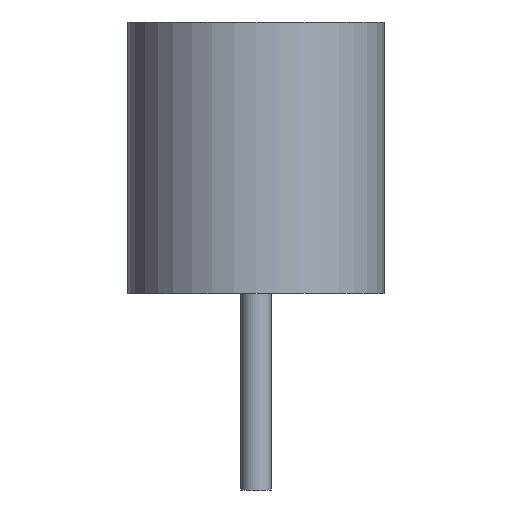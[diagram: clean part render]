
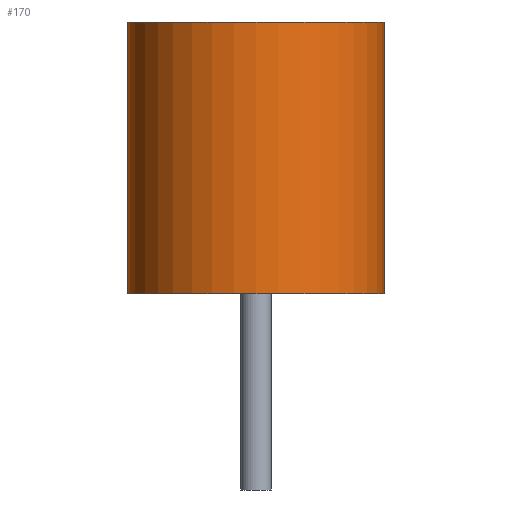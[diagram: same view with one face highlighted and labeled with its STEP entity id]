
A CAD part, left-side view. The second image highlights one B-rep face of the part: STEP entity #170.
In plain terms, the highlighted cylindrical face has radius 2.16 mm (diameter 4.32 mm), a partial arc.
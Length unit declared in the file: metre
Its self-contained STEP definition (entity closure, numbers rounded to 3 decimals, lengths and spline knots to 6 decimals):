
#27=CIRCLE('',#232,0.00216);
#28=CIRCLE('',#233,0.00216);
#37=CYLINDRICAL_SURFACE('',#231,0.00216);
#46=ORIENTED_EDGE('',*,*,#82,.T.);
#47=ORIENTED_EDGE('',*,*,#83,.F.);
#48=ORIENTED_EDGE('',*,*,#84,.F.);
#49=ORIENTED_EDGE('',*,*,#79,.T.);
#79=EDGE_CURVE('',#98,#96,#111,.T.);
#82=EDGE_CURVE('',#96,#100,#27,.T.);
#83=EDGE_CURVE('',#101,#100,#114,.T.);
#84=EDGE_CURVE('',#98,#101,#28,.T.);
#96=VERTEX_POINT('',#309);
#98=VERTEX_POINT('',#312);
#100=VERTEX_POINT('',#318);
#101=VERTEX_POINT('',#320);
#111=LINE('',#311,#119);
#114=LINE('',#319,#122);
#119=VECTOR('',#257,1.);
#122=VECTOR('',#264,1.);
#127=EDGE_LOOP('',(#46,#47,#48,#49));
#145=FACE_BOUND('',#127,.T.);
#170=ADVANCED_FACE('',(#145),#37,.T.);
#231=AXIS2_PLACEMENT_3D('',#316,#260,#261);
#232=AXIS2_PLACEMENT_3D('',#317,#262,#263);
#233=AXIS2_PLACEMENT_3D('',#321,#265,#266);
#257=DIRECTION('',(0.,0.,-1.));
#260=DIRECTION('',(0.,0.,-1.));
#261=DIRECTION('',(-1.,0.,0.));
#262=DIRECTION('',(0.,0.,1.));
#263=DIRECTION('',(1.,0.,0.));
#264=DIRECTION('',(0.,0.,-1.));
#265=DIRECTION('',(0.,0.,1.));
#266=DIRECTION('',(1.,0.,0.));
#309=CARTESIAN_POINT('',(-0.00927,0.00216,0.));
#311=CARTESIAN_POINT('',(-0.00927,0.00216,0.00457));
#312=CARTESIAN_POINT('',(-0.00927,0.00216,0.00457));
#316=CARTESIAN_POINT('',(-0.00927,0.,0.00457));
#317=CARTESIAN_POINT('',(-0.00927,0.,0.));
#318=CARTESIAN_POINT('',(-0.00927,-0.00216,0.));
#319=CARTESIAN_POINT('',(-0.00927,-0.00216,0.00457));
#320=CARTESIAN_POINT('',(-0.00927,-0.00216,0.00457));
#321=CARTESIAN_POINT('',(-0.00927,0.,0.00457));
